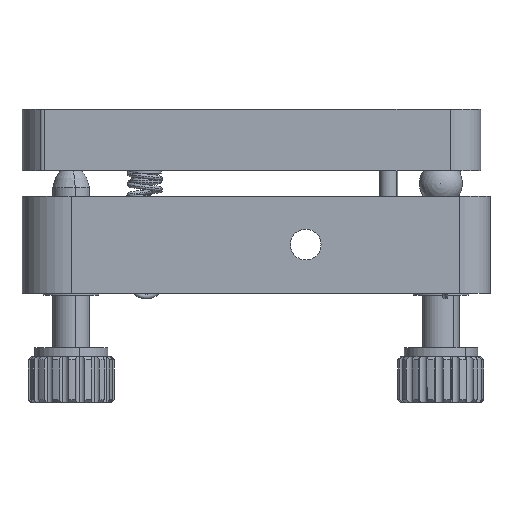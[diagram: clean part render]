
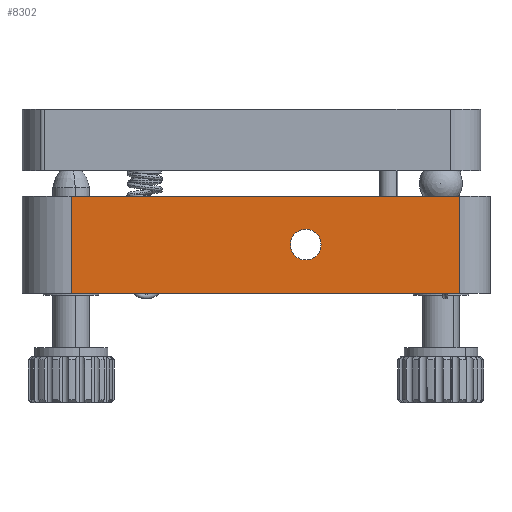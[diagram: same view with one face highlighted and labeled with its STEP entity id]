
A CAD part, front view. The second image highlights one B-rep face of the part: STEP entity #8302.
In plain terms, the highlighted planar face has unit normal (0, -1, 0).
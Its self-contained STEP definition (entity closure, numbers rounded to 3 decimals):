
#171 = CARTESIAN_POINT ( 'NONE',  ( 17.84, -19.045, 26.4 ) ) ;
#2210 = EDGE_LOOP ( 'NONE', ( #2815, #7862, #31375, #9408 ) ) ;
#2761 = CARTESIAN_POINT ( 'NONE',  ( -7.16, -19.045, 34.35 ) ) ;
#2815 = ORIENTED_EDGE ( 'NONE', *, *, #18046, .T. ) ;
#2987 = VECTOR ( 'NONE', #12648, 1000. ) ;
#4828 = FACE_BOUND ( 'NONE', #8243, .T. ) ;
#5418 = VERTEX_POINT ( 'NONE', #12127 ) ;
#5471 = DIRECTION ( 'NONE',  ( 0., 0., -1. ) ) ;
#6105 = CARTESIAN_POINT ( 'NONE',  ( -7.16, -19.045, 34.35 ) ) ;
#6838 = DIRECTION ( 'NONE',  ( 1., 0., 0. ) ) ;
#7862 = ORIENTED_EDGE ( 'NONE', *, *, #11485, .F. ) ;
#8243 = EDGE_LOOP ( 'NONE', ( #18622, #9506 ) ) ;
#8302 = ADVANCED_FACE ( 'NONE', ( #4828, #32414 ), #14516, .T. ) ;
#8790 = DIRECTION ( 'NONE',  ( 0., 0., -1. ) ) ;
#8819 = CIRCLE ( 'NONE', #21315, 2.5 ) ;
#9408 = ORIENTED_EDGE ( 'NONE', *, *, #12420, .T. ) ;
#9506 = ORIENTED_EDGE ( 'NONE', *, *, #31331, .F. ) ;
#10064 = EDGE_CURVE ( 'NONE', #12954, #32890, #32656, .T. ) ;
#11280 = VECTOR ( 'NONE', #6838, 1000. ) ;
#11485 = EDGE_CURVE ( 'NONE', #32890, #17229, #17136, .T. ) ;
#12127 = CARTESIAN_POINT ( 'NONE',  ( -45.36, -19.045, 26.4 ) ) ;
#12420 = EDGE_CURVE ( 'NONE', #12954, #5418, #34339, .T. ) ;
#12648 = DIRECTION ( 'NONE',  ( 0., 0., -1. ) ) ;
#12954 = VERTEX_POINT ( 'NONE', #19459 ) ;
#14516 = PLANE ( 'NONE',  #21647 ) ;
#14787 = CARTESIAN_POINT ( 'NONE',  ( 17.84, -19.045, 42.2 ) ) ;
#17092 = EDGE_CURVE ( 'NONE', #23331, #34488, #26994, .T. ) ;
#17136 = LINE ( 'NONE', #28759, #2987 ) ;
#17229 = VERTEX_POINT ( 'NONE', #17330 ) ;
#17330 = CARTESIAN_POINT ( 'NONE',  ( 17.84, -19.045, 26.4 ) ) ;
#17508 = CARTESIAN_POINT ( 'NONE',  ( 17.84, -19.045, 42.2 ) ) ;
#18046 = EDGE_CURVE ( 'NONE', #5418, #17229, #22758, .T. ) ;
#18622 = ORIENTED_EDGE ( 'NONE', *, *, #17092, .F. ) ;
#18661 = AXIS2_PLACEMENT_3D ( 'NONE', #6105, #24832, #8790 ) ;
#19459 = CARTESIAN_POINT ( 'NONE',  ( -45.36, -19.045, 42.2 ) ) ;
#19713 = CARTESIAN_POINT ( 'NONE',  ( -7.16, -19.045, 36.85 ) ) ;
#20918 = DIRECTION ( 'NONE',  ( 0., 0., -1. ) ) ;
#21315 = AXIS2_PLACEMENT_3D ( 'NONE', #2761, #21433, #5471 ) ;
#21433 = DIRECTION ( 'NONE',  ( 0., -1., 0. ) ) ;
#21647 = AXIS2_PLACEMENT_3D ( 'NONE', #32920, #34478, #33598 ) ;
#21914 = VECTOR ( 'NONE', #24275, 1000. ) ;
#22758 = LINE ( 'NONE', #171, #21914 ) ;
#23331 = VERTEX_POINT ( 'NONE', #31998 ) ;
#24275 = DIRECTION ( 'NONE',  ( 1., 0., 0. ) ) ;
#24832 = DIRECTION ( 'NONE',  ( 0., -1., 0. ) ) ;
#26994 = CIRCLE ( 'NONE', #18661, 2.5 ) ;
#27193 = VECTOR ( 'NONE', #20918, 1000. ) ;
#28759 = CARTESIAN_POINT ( 'NONE',  ( 17.84, -19.045, 42.2 ) ) ;
#31331 = EDGE_CURVE ( 'NONE', #34488, #23331, #8819, .T. ) ;
#31375 = ORIENTED_EDGE ( 'NONE', *, *, #10064, .F. ) ;
#31998 = CARTESIAN_POINT ( 'NONE',  ( -7.16, -19.045, 31.85 ) ) ;
#32414 = FACE_OUTER_BOUND ( 'NONE', #2210, .T. ) ;
#32656 = LINE ( 'NONE', #17508, #11280 ) ;
#32890 = VERTEX_POINT ( 'NONE', #14787 ) ;
#32920 = CARTESIAN_POINT ( 'NONE',  ( 17.84, -19.045, 42.2 ) ) ;
#33598 = DIRECTION ( 'NONE',  ( 1., 0., 0. ) ) ;
#34319 = CARTESIAN_POINT ( 'NONE',  ( -45.36, -19.045, 42.2 ) ) ;
#34339 = LINE ( 'NONE', #34319, #27193 ) ;
#34478 = DIRECTION ( 'NONE',  ( 0., -1., 0. ) ) ;
#34488 = VERTEX_POINT ( 'NONE', #19713 ) ;
